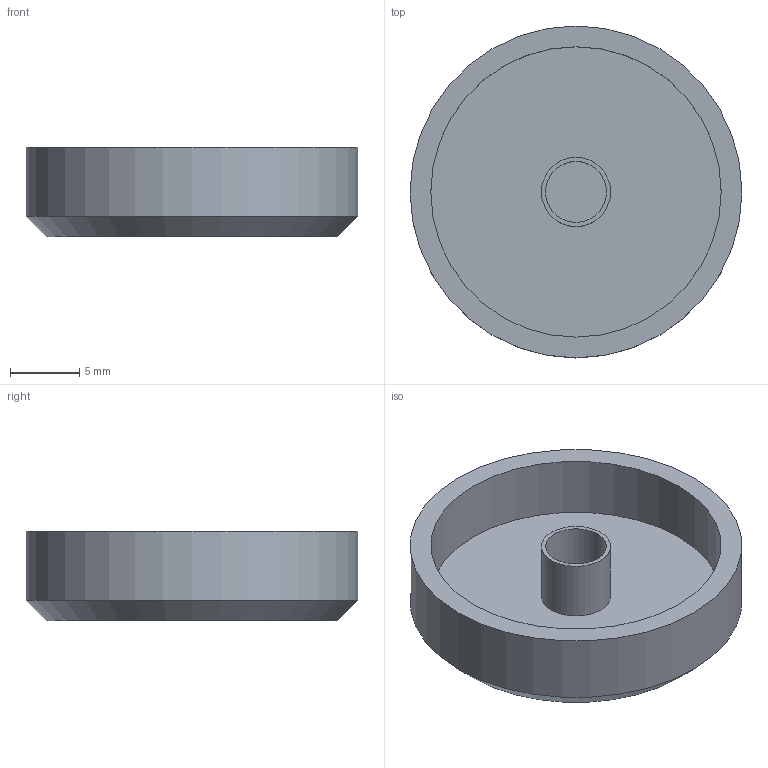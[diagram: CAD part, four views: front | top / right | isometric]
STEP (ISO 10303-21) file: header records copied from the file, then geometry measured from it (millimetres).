
FILE_DESCRIPTION(/* description */ ('STEP AP242','CAx-IF Rec.Pracs.---Representation and Presentation of Product Manufacturing Information (PMI)---4.0---2014-10-13','CAx-IF Rec.Pracs.---3D Tessellated Geometry---0.4---2014-09-14','2;1'),/* implementation_level */ '2;1');
FILE_NAME(/* name */ '6675ca9fccfebf7622df0ced',/* time_stamp */ '2024-06-21T18:46:55Z',/* author */ (''),/* organization */ (''),/* preprocessor_version */ 'ST-DEVELOPER v20',/* originating_system */ ' ',/* authorisation */ ' ');
FILE_SCHEMA (('AP242_MANAGED_MODEL_BASED_3D_ENGINEERING_MIM_LF { 1 0 10303 442 1 1 4 }'));
Length unit declared in the file: metre
Products named in the file (1): 24mm
Bounding box: 24 x 24 x 6.5 mm (x, y, z)
Volume: 1320.1 mm3; surface area: 1752.5 mm2
Topology: 1 solids, 1 shells, 10 faces, 14 edges, 9 vertices
Faces by surface type: plane 5, cylinder 4, cone 1
Full cylindrical faces by diameter (mm): 4.4 x1, 5 x1, 21 x1, 24 x1
Entity records: 216 total; most frequent: DIRECTION 40, CARTESIAN_POINT 29, AXIS2_PLACEMENT_3D 20, ORIENTED_EDGE 18, EDGE_LOOP 18, FACE_BOUND 18, ADVANCED_FACE 10, EDGE_CURVE 9
